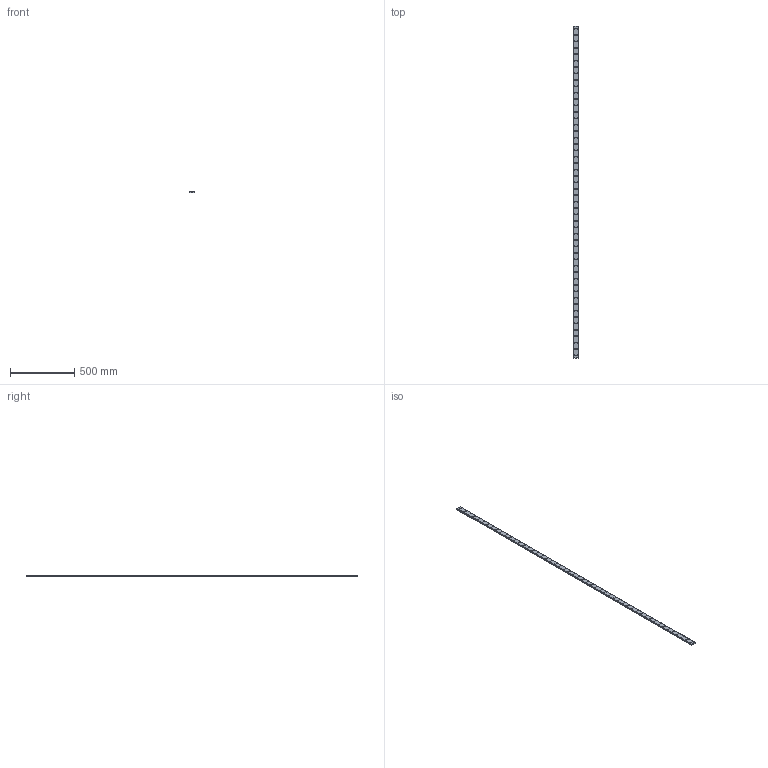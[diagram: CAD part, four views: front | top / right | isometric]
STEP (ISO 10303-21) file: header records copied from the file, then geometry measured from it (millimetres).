
FILE_DESCRIPTION(('STEP AP214'),'1');
FILE_NAME('cctmp_0D3CEB42-F715-40BF-80E1-D8B751C20972_2021_03_03_12_28_00_0457..stp','2021-03-03T11:28:00',('HIWIN GmbH'),('CADClick - www.CADClick.com'),'Spatial InterOp 3D',' ','unknown authorization');
FILE_SCHEMA(('AUTOMOTIVE_DESIGN'));
Length unit declared in the file: millimetre
Products named in the file (1): WER21R2590H_FILE
Bounding box: 37 x 2590 x 11 mm (x, y, z)
Volume: 959687.2 mm3; surface area: 280440 mm2
Topology: 1 solids, 1 shells, 1039 faces, 2163 edges, 1442 vertices
Faces by surface type: cylinder 642, plane 397
Entity records: 36597 total; most frequent: DIRECTION 5527, CARTESIAN_POINT 4645, ORIENTED_EDGE 4326, AXIS2_PLACEMENT_3D 2324, EDGE_CURVE 2163, VERTEX_POINT 1442, EDGE_LOOP 1355, CIRCLE 1284
